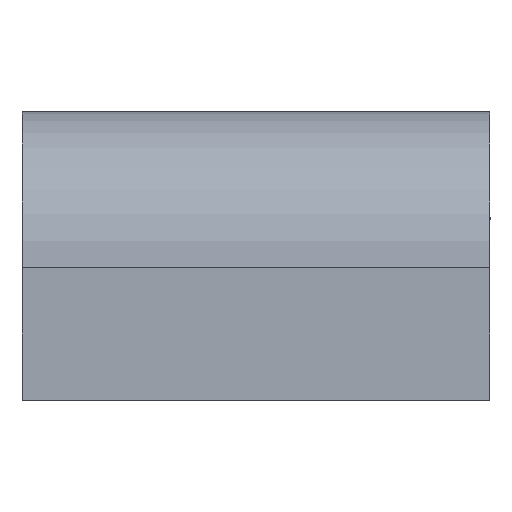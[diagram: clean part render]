
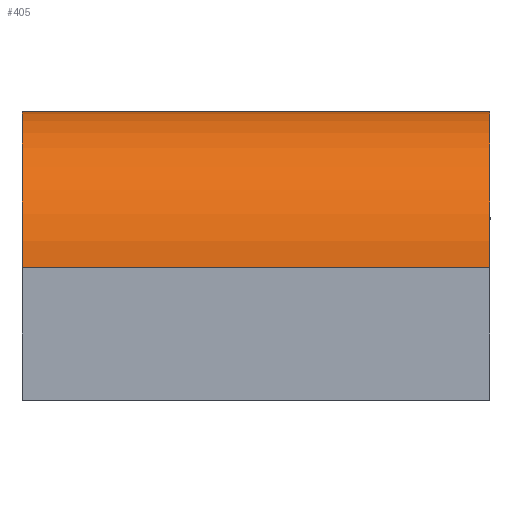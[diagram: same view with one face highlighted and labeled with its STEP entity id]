
A CAD part, front view. The second image highlights one B-rep face of the part: STEP entity #405.
In plain terms, the highlighted cylindrical face has radius 2 mm (diameter 4 mm), a partial arc.
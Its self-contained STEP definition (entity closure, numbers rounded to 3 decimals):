
#50=FACE_OUTER_BOUND('',#76,.T.);
#76=EDGE_LOOP('',(#344,#345,#346,#347));
#105=LINE('',#739,#143);
#119=LINE('',#771,#157);
#143=VECTOR('',#512,10.);
#157=VECTOR('',#544,10.);
#167=CIRCLE('',#435,2.);
#169=CIRCLE('',#438,2.);
#183=VERTEX_POINT('',#590);
#184=VERTEX_POINT('',#591);
#190=VERTEX_POINT('',#605);
#191=VERTEX_POINT('',#606);
#222=EDGE_CURVE('',#183,#184,#167,.T.);
#229=EDGE_CURVE('',#190,#191,#169,.T.);
#246=EDGE_CURVE('',#191,#183,#105,.T.);
#264=EDGE_CURVE('',#184,#190,#119,.T.);
#344=ORIENTED_EDGE('',*,*,#229,.T.);
#345=ORIENTED_EDGE('',*,*,#246,.T.);
#346=ORIENTED_EDGE('',*,*,#222,.T.);
#347=ORIENTED_EDGE('',*,*,#264,.T.);
#392=CYLINDRICAL_SURFACE('',#452,2.);
#405=ADVANCED_FACE('',(#50),#392,.T.);
#435=AXIS2_PLACEMENT_3D('',#592,#479,#480);
#438=AXIS2_PLACEMENT_3D('',#607,#490,#491);
#452=AXIS2_PLACEMENT_3D('',#770,#542,#543);
#479=DIRECTION('center_axis',(1.,0.,0.));
#480=DIRECTION('ref_axis',(0.,-0.707,0.707));
#490=DIRECTION('center_axis',(-1.,0.,0.));
#491=DIRECTION('ref_axis',(0.,-0.707,0.707));
#512=DIRECTION('',(-1.,0.,0.));
#542=DIRECTION('center_axis',(1.,0.,0.));
#543=DIRECTION('ref_axis',(0.,-0.707,0.707));
#544=DIRECTION('',(1.,0.,0.));
#590=CARTESIAN_POINT('',(-3.,-6.,3.85));
#591=CARTESIAN_POINT('',(-3.,-8.,1.85));
#592=CARTESIAN_POINT('Origin',(-3.,-6.,1.85));
#605=CARTESIAN_POINT('',(3.,-8.,1.85));
#606=CARTESIAN_POINT('',(3.,-6.,3.85));
#607=CARTESIAN_POINT('Origin',(3.,-6.,1.85));
#739=CARTESIAN_POINT('',(-3.,-6.,3.85));
#770=CARTESIAN_POINT('Origin',(-3.,-6.,1.85));
#771=CARTESIAN_POINT('',(-3.,-8.,1.85));
